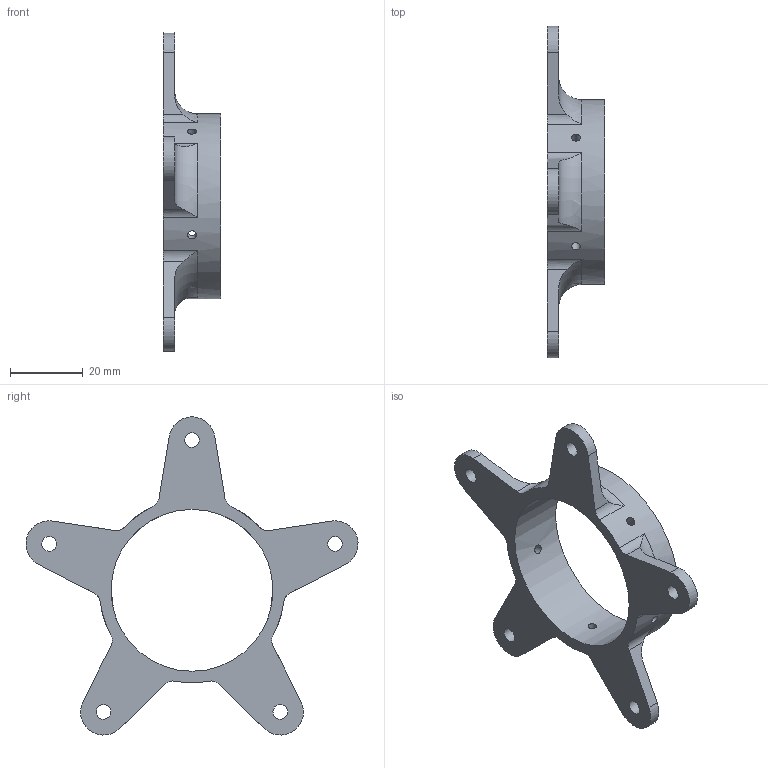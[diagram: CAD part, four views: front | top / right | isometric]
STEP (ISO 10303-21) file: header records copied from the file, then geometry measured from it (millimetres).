
FILE_DESCRIPTION(/* description */ ('STEP AP214'),/* implementation_level */ '2;1');
FILE_NAME(/* name */ '625268a4ecdeb77adb8bcb14',/* time_stamp */ '2022-04-10T05:18:28+00:00',/* author */ (''),/* organization */ (''),/* preprocessor_version */ 'ST-DEVELOPER v18.101',/* originating_system */ ' ',/* authorisation */ ' ');
FILE_SCHEMA (('AUTOMOTIVE_DESIGN {1 0 10303 214 3 1 1}'));
Length unit declared in the file: metre
Products named in the file (1): Part 393
Bounding box: 15.88 x 91.18 x 87.34 mm (x, y, z)
Volume: 13168.9 mm3; surface area: 9438.4 mm2
Topology: 1 solids, 1 shells, 49 faces, 141 edges, 94 vertices
Faces by surface type: cylinder 27, plane 17, torus 5
Full cylindrical faces by diameter (mm): 2.381 x5, 4.039 x5, 44.45 x1, 50.8 x1
Entity records: 1743 total; most frequent: CARTESIAN_POINT 446, ORIENTED_EDGE 256, DIRECTION 246, EDGE_CURVE 128, AXIS2_PLACEMENT_3D 98, VERTEX_POINT 93, EDGE_LOOP 83, FACE_BOUND 83
